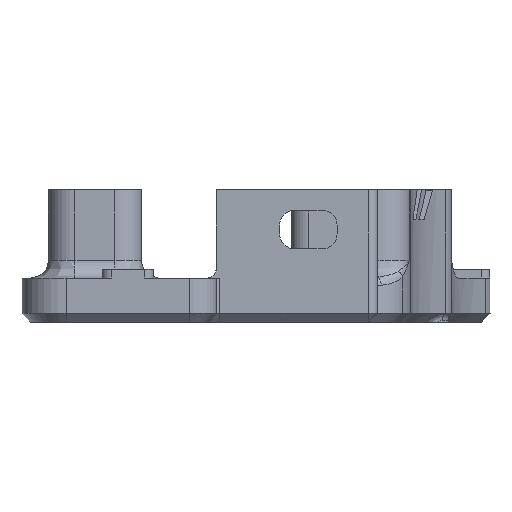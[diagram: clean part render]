
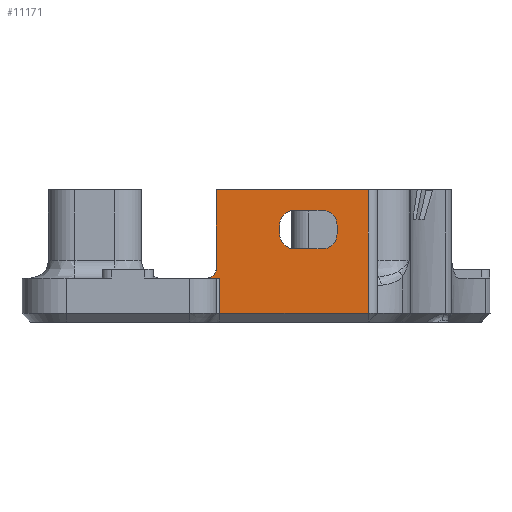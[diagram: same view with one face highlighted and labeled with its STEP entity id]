
A CAD part, front view. The second image highlights one B-rep face of the part: STEP entity #11171.
In plain terms, the highlighted planar face has unit normal (0, -1, 0).
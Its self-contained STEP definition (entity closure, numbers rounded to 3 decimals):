
#433 = ORIENTED_EDGE ( 'NONE', *, *, #11137, .T. ) ;
#507 = VERTEX_POINT ( 'NONE', #5187 ) ;
#580 = AXIS2_PLACEMENT_3D ( 'NONE', #16219, #12037, #1647 ) ;
#653 = FACE_BOUND ( 'NONE', #5363, .T. ) ;
#766 = CARTESIAN_POINT ( 'NONE',  ( 15.2, -60.571, 29.306 ) ) ;
#785 = CARTESIAN_POINT ( 'NONE',  ( 19.3, -60.571, 23.306 ) ) ;
#1385 = DIRECTION ( 'NONE',  ( 1., 0., 0. ) ) ;
#1439 = CARTESIAN_POINT ( 'NONE',  ( 8.7, -60.571, 28.306 ) ) ;
#1640 = VECTOR ( 'NONE', #14553, 1000. ) ;
#1647 = DIRECTION ( 'NONE',  ( 1., 0., 0. ) ) ;
#1790 = EDGE_CURVE ( 'NONE', #10726, #13093, #18037, .T. ) ;
#1898 = ORIENTED_EDGE ( 'NONE', *, *, #1790, .T. ) ;
#1908 = AXIS2_PLACEMENT_3D ( 'NONE', #7064, #17144, #3952 ) ;
#1918 = VERTEX_POINT ( 'NONE', #12749 ) ;
#2094 = LINE ( 'NONE', #1439, #1640 ) ;
#2149 = VERTEX_POINT ( 'NONE', #3366 ) ;
#2231 = FACE_OUTER_BOUND ( 'NONE', #11551, .T. ) ;
#2373 = ORIENTED_EDGE ( 'NONE', *, *, #17761, .T. ) ;
#2579 = EDGE_CURVE ( 'NONE', #10056, #9671, #9419, .T. ) ;
#2711 = AXIS2_PLACEMENT_3D ( 'NONE', #7348, #16369, #16187 ) ;
#2877 = CARTESIAN_POINT ( 'NONE',  ( 0.5, -60.571, 24.306 ) ) ;
#3058 = CARTESIAN_POINT ( 'NONE',  ( 13.408, -60.571, 19.306 ) ) ;
#3064 = EDGE_CURVE ( 'NONE', #13459, #7734, #2094, .T. ) ;
#3342 = EDGE_CURVE ( 'NONE', #9671, #10726, #7786, .T. ) ;
#3366 = CARTESIAN_POINT ( 'NONE',  ( 13.5, -60.571, 31.006 ) ) ;
#3410 = ORIENTED_EDGE ( 'NONE', *, *, #18118, .T. ) ;
#3620 = ORIENTED_EDGE ( 'NONE', *, *, #9827, .T. ) ;
#3647 = DIRECTION ( 'NONE',  ( 0., 0., -1. ) ) ;
#3827 = LINE ( 'NONE', #17428, #11324 ) ;
#3912 = CARTESIAN_POINT ( 'NONE',  ( 19.3, -60.571, 33.306 ) ) ;
#3952 = DIRECTION ( 'NONE',  ( 1., 0., 0. ) ) ;
#4119 = ORIENTED_EDGE ( 'NONE', *, *, #17293, .T. ) ;
#4434 = CARTESIAN_POINT ( 'NONE',  ( 1.9, -60.571, 19.306 ) ) ;
#4455 = VECTOR ( 'NONE', #3647, 1000. ) ;
#4558 = EDGE_CURVE ( 'NONE', #12908, #10056, #10814, .T. ) ;
#4757 = EDGE_CURVE ( 'NONE', #18582, #13093, #12347, .T. ) ;
#4813 = VECTOR ( 'NONE', #17071, 1000. ) ;
#4970 = VECTOR ( 'NONE', #9179, 1000. ) ;
#5187 = CARTESIAN_POINT ( 'NONE',  ( 18.75, -60.571, 33.306 ) ) ;
#5191 = CIRCLE ( 'NONE', #1908, 1.7 ) ;
#5363 = EDGE_LOOP ( 'NONE', ( #6881, #9817, #10990, #12403, #3620, #7319, #3410, #2373 ) ) ;
#5768 = CARTESIAN_POINT ( 'NONE',  ( 10.4, -60.571, 31.006 ) ) ;
#5789 = DIRECTION ( 'NONE',  ( 0., 1., 0. ) ) ;
#5858 = LINE ( 'NONE', #9118, #4970 ) ;
#5883 = ORIENTED_EDGE ( 'NONE', *, *, #3342, .T. ) ;
#6756 = CIRCLE ( 'NONE', #13332, 1.7 ) ;
#6813 = CARTESIAN_POINT ( 'NONE',  ( 18.75, -60.571, 19.306 ) ) ;
#6840 = LINE ( 'NONE', #8569, #4813 ) ;
#6881 = ORIENTED_EDGE ( 'NONE', *, *, #3064, .T. ) ;
#7064 = CARTESIAN_POINT ( 'NONE',  ( 10.4, -60.571, 28.306 ) ) ;
#7181 = CARTESIAN_POINT ( 'NONE',  ( 15.2, -60.571, 29.306 ) ) ;
#7319 = ORIENTED_EDGE ( 'NONE', *, *, #17976, .T. ) ;
#7348 = CARTESIAN_POINT ( 'NONE',  ( 19.3, -60.571, 33.306 ) ) ;
#7483 = VERTEX_POINT ( 'NONE', #7181 ) ;
#7734 = VERTEX_POINT ( 'NONE', #8996 ) ;
#7786 = LINE ( 'NONE', #785, #17907 ) ;
#8260 = EDGE_CURVE ( 'NONE', #16542, #2149, #6840, .T. ) ;
#8321 = LINE ( 'NONE', #766, #4455 ) ;
#8569 = CARTESIAN_POINT ( 'NONE',  ( 19.3, -60.571, 31.006 ) ) ;
#8787 = EDGE_CURVE ( 'NONE', #2149, #7483, #6756, .T. ) ;
#8996 = CARTESIAN_POINT ( 'NONE',  ( 8.7, -60.571, 29.306 ) ) ;
#9118 = CARTESIAN_POINT ( 'NONE',  ( 19.3, -60.571, 26.606 ) ) ;
#9179 = DIRECTION ( 'NONE',  ( -1., 0., 0. ) ) ;
#9232 = ORIENTED_EDGE ( 'NONE', *, *, #4558, .T. ) ;
#9292 = CARTESIAN_POINT ( 'NONE',  ( 1.9, -60.571, 23.306 ) ) ;
#9419 = CIRCLE ( 'NONE', #12615, 1. ) ;
#9569 = ORIENTED_EDGE ( 'NONE', *, *, #2579, .T. ) ;
#9624 = CARTESIAN_POINT ( 'NONE',  ( 1.5, -60.571, 33.306 ) ) ;
#9671 = VERTEX_POINT ( 'NONE', #10244 ) ;
#9817 = ORIENTED_EDGE ( 'NONE', *, *, #12718, .T. ) ;
#9827 = EDGE_CURVE ( 'NONE', #7483, #16413, #8321, .T. ) ;
#10056 = VERTEX_POINT ( 'NONE', #10434 ) ;
#10081 = DIRECTION ( 'NONE',  ( 0., 1., 0. ) ) ;
#10123 = PLANE ( 'NONE',  #2711 ) ;
#10244 = CARTESIAN_POINT ( 'NONE',  ( 0.5, -60.571, 23.306 ) ) ;
#10269 = DIRECTION ( 'NONE',  ( -1., 0., 0. ) ) ;
#10434 = CARTESIAN_POINT ( 'NONE',  ( 1.5, -60.571, 24.306 ) ) ;
#10606 = CARTESIAN_POINT ( 'NONE',  ( 10.4, -60.571, 26.606 ) ) ;
#10726 = VERTEX_POINT ( 'NONE', #9292 ) ;
#10814 = LINE ( 'NONE', #9624, #17768 ) ;
#10918 = LINE ( 'NONE', #3912, #13386 ) ;
#10990 = ORIENTED_EDGE ( 'NONE', *, *, #8260, .T. ) ;
#10993 = CARTESIAN_POINT ( 'NONE',  ( 1.9, -60.571, 33.306 ) ) ;
#11137 = EDGE_CURVE ( 'NONE', #18582, #507, #3827, .T. ) ;
#11171 = ADVANCED_FACE ( 'NONE', ( #653, #2231 ), #10123, .T. ) ;
#11324 = VECTOR ( 'NONE', #13026, 1000. ) ;
#11416 = CIRCLE ( 'NONE', #11476, 1.7 ) ;
#11476 = AXIS2_PLACEMENT_3D ( 'NONE', #17205, #10081, #1385 ) ;
#11551 = EDGE_LOOP ( 'NONE', ( #5883, #1898, #16182, #433, #4119, #9232, #9569 ) ) ;
#12037 = DIRECTION ( 'NONE',  ( 0., 1., 0. ) ) ;
#12347 = LINE ( 'NONE', #3058, #15985 ) ;
#12403 = ORIENTED_EDGE ( 'NONE', *, *, #8787, .T. ) ;
#12615 = AXIS2_PLACEMENT_3D ( 'NONE', #2877, #12943, #14457 ) ;
#12718 = EDGE_CURVE ( 'NONE', #7734, #16542, #11416, .T. ) ;
#12749 = CARTESIAN_POINT ( 'NONE',  ( 13.5, -60.571, 26.606 ) ) ;
#12804 = CARTESIAN_POINT ( 'NONE',  ( 15.2, -60.571, 28.306 ) ) ;
#12885 = CARTESIAN_POINT ( 'NONE',  ( 8.7, -60.571, 28.306 ) ) ;
#12908 = VERTEX_POINT ( 'NONE', #16082 ) ;
#12943 = DIRECTION ( 'NONE',  ( 0., 1., 0. ) ) ;
#13026 = DIRECTION ( 'NONE',  ( 0., 0., 1. ) ) ;
#13093 = VERTEX_POINT ( 'NONE', #4434 ) ;
#13122 = CIRCLE ( 'NONE', #580, 1.7 ) ;
#13332 = AXIS2_PLACEMENT_3D ( 'NONE', #14475, #5789, #15926 ) ;
#13386 = VECTOR ( 'NONE', #16985, 1000. ) ;
#13459 = VERTEX_POINT ( 'NONE', #12885 ) ;
#13766 = VECTOR ( 'NONE', #13890, 1000. ) ;
#13890 = DIRECTION ( 'NONE',  ( 0., 0., -1. ) ) ;
#14457 = DIRECTION ( 'NONE',  ( -1., 0., 0. ) ) ;
#14475 = CARTESIAN_POINT ( 'NONE',  ( 13.5, -60.571, 29.306 ) ) ;
#14553 = DIRECTION ( 'NONE',  ( 0., 0., 1. ) ) ;
#15359 = DIRECTION ( 'NONE',  ( 1., 0., 0. ) ) ;
#15926 = DIRECTION ( 'NONE',  ( 1., 0., 0. ) ) ;
#15985 = VECTOR ( 'NONE', #10269, 1000. ) ;
#16082 = CARTESIAN_POINT ( 'NONE',  ( 1.5, -60.571, 33.306 ) ) ;
#16182 = ORIENTED_EDGE ( 'NONE', *, *, #4757, .F. ) ;
#16187 = DIRECTION ( 'NONE',  ( 1., 0., 0. ) ) ;
#16219 = CARTESIAN_POINT ( 'NONE',  ( 13.5, -60.571, 28.306 ) ) ;
#16369 = DIRECTION ( 'NONE',  ( 0., -1., 0. ) ) ;
#16413 = VERTEX_POINT ( 'NONE', #12804 ) ;
#16542 = VERTEX_POINT ( 'NONE', #5768 ) ;
#16707 = VERTEX_POINT ( 'NONE', #10606 ) ;
#16985 = DIRECTION ( 'NONE',  ( -1., 0., 0. ) ) ;
#17071 = DIRECTION ( 'NONE',  ( 1., 0., 0. ) ) ;
#17144 = DIRECTION ( 'NONE',  ( 0., 1., 0. ) ) ;
#17205 = CARTESIAN_POINT ( 'NONE',  ( 10.4, -60.571, 29.306 ) ) ;
#17293 = EDGE_CURVE ( 'NONE', #507, #12908, #10918, .T. ) ;
#17428 = CARTESIAN_POINT ( 'NONE',  ( 18.75, -60.571, 33.306 ) ) ;
#17761 = EDGE_CURVE ( 'NONE', #16707, #13459, #5191, .T. ) ;
#17768 = VECTOR ( 'NONE', #18263, 1000. ) ;
#17907 = VECTOR ( 'NONE', #15359, 1000. ) ;
#17976 = EDGE_CURVE ( 'NONE', #16413, #1918, #13122, .T. ) ;
#18037 = LINE ( 'NONE', #10993, #13766 ) ;
#18118 = EDGE_CURVE ( 'NONE', #1918, #16707, #5858, .T. ) ;
#18263 = DIRECTION ( 'NONE',  ( 0., 0., -1. ) ) ;
#18582 = VERTEX_POINT ( 'NONE', #6813 ) ;
